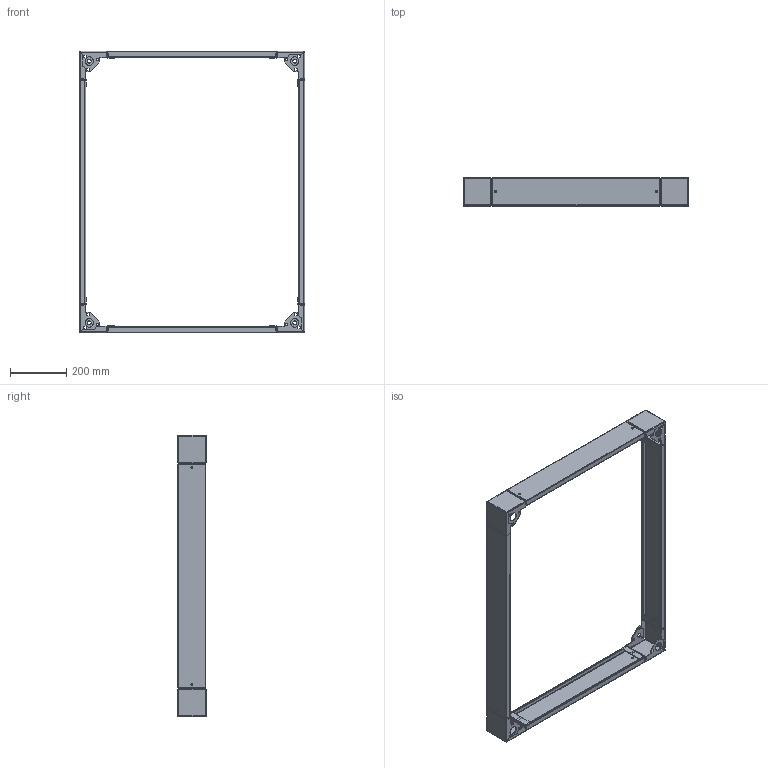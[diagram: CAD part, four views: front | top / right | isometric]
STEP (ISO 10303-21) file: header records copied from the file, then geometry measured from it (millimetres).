
FILE_DESCRIPTION (( 'STEP AP214' ), '1' );
FILE_NAME ('BS05-1H81-R_.STEP', '2022-10-13T17:43:41', ( '' ), ( '' ), 'SwSTEP 2.0', 'SolidWorks 2022', '' );
FILE_SCHEMA (( 'AUTOMOTIVE_DESIGN' ));
Length unit declared in the file: millimetre
Products named in the file (4): АГИЕ 278.07.002 Боковина_-01 600 черная; АГИЕ 278.07.001 Угол_-00 100 черный; BS05-1H81-R_; АГИЕ 278.07.002 Боковина_-02 800 черная
Assembly tree (8 placements, depth 2):
  BS05-1H81-R_
    АГИЕ 278.07.002 Боковина_-01 600 черная  x2
    АГИЕ 278.07.001 Угол_-00 100 черный  x4
    АГИЕ 278.07.002 Боковина_-02 800 черная  x2
Bounding box: 800 x 100 x 1000 mm (x, y, z)
Volume: 905834.4 mm3; surface area: 1188459.1 mm2
Topology: 8 solids, 8 shells, 784 faces, 1824 edges, 1056 vertices
Faces by surface type: plane 568, cylinder 152, bspline 64
Entity records: 8298 total; most frequent: CARTESIAN_POINT 2589, ORIENTED_EDGE 1152, DIRECTION 1070, EDGE_CURVE 576, LINE 468, VECTOR 468, VERTEX_POINT 328, AXIS2_PLACEMENT_3D 301
